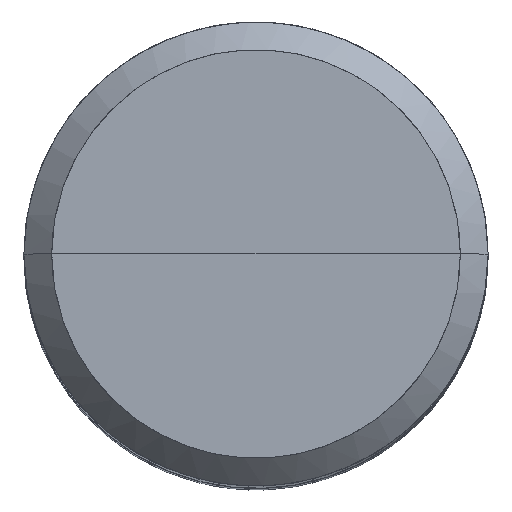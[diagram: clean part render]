
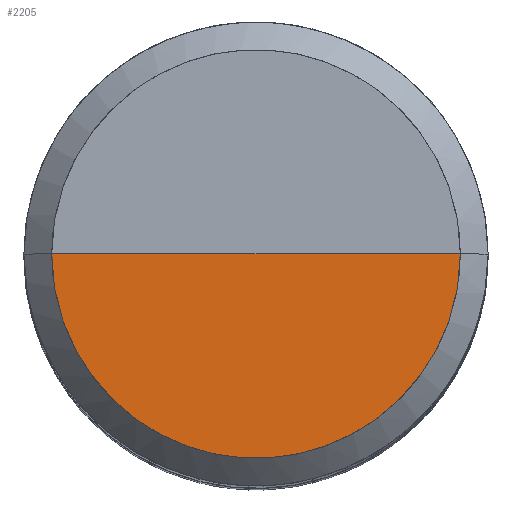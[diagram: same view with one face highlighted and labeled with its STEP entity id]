
A CAD part, top view. The second image highlights one B-rep face of the part: STEP entity #2205.
In plain terms, the highlighted free-form (B-spline) face has degree [1, 2] with [2, 5] control points.
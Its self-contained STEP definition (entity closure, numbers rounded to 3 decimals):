
#1724=CARTESIAN_POINT('',(11.0,0.0,55.0));
#1728=CARTESIAN_POINT('',(-11.0,0.0,55.0));
#1729=CARTESIAN_POINT('',(0.0,0.0,55.0));
#1745=CARTESIAN_POINT('',(-11.0,-11.0,55.0));
#1746=CARTESIAN_POINT('',(0.0,-11.0,55.0));
#1747=CARTESIAN_POINT('',(11.0,-11.0,55.0));
#2190=(
BOUNDED_SURFACE()
B_SPLINE_SURFACE(1,2,(
(#1728,#1745,#1746,#1747,#1724),
(#1729,#1729,#1729,#1729,#1729)
), .UNSPECIFIED.,.F.,.F.,.F.)
B_SPLINE_SURFACE_WITH_KNOTS((2,2),(3,2,3),(
0.0,1.0),(
0.0,0.5,1.0), .UNSPECIFIED.)
GEOMETRIC_REPRESENTATION_ITEM()
RATIONAL_B_SPLINE_SURFACE(((1.0,0.707,1.0,0.707,1.0),
(1.0,0.707,1.0,0.707,1.0)
))
REPRESENTATION_ITEM('')
SURFACE()
);
#2191=(
BOUNDED_CURVE()
B_SPLINE_CURVE(2,(#1724,#1747,#1746,#1745,#1728),.UNSPECIFIED.,.F.,.F.)
B_SPLINE_CURVE_WITH_KNOTS((3,2,3),
(0.0,0.5,1.0),.UNSPECIFIED.)
CURVE()
GEOMETRIC_REPRESENTATION_ITEM()
RATIONAL_B_SPLINE_CURVE((1.0,0.707,1.0,0.707,1.0))
REPRESENTATION_ITEM('')
);
#2192=(
BOUNDED_CURVE()
B_SPLINE_CURVE(1,(#1728,#1729),.UNSPECIFIED.,.F.,.F.)
B_SPLINE_CURVE_WITH_KNOTS((2,2),
(0.0,1.0),.UNSPECIFIED.)
CURVE()
GEOMETRIC_REPRESENTATION_ITEM()
RATIONAL_B_SPLINE_CURVE((1.0,1.0))
REPRESENTATION_ITEM('')
);
#2193=(
BOUNDED_CURVE()
B_SPLINE_CURVE(1,(#1729,#1724),.UNSPECIFIED.,.F.,.F.)
B_SPLINE_CURVE_WITH_KNOTS((2,2),
(0.0,1.0),.UNSPECIFIED.)
CURVE()
GEOMETRIC_REPRESENTATION_ITEM()
RATIONAL_B_SPLINE_CURVE((1.0,1.0))
REPRESENTATION_ITEM('')
);
#2194=VERTEX_POINT('',#1724);
#2195=VERTEX_POINT('',#1728);
#2196=VERTEX_POINT('',#1729);
#2197=EDGE_CURVE('',#2194,#2195,#2191,.T.);
#2198=EDGE_CURVE('',#2195,#2196,#2192,.T.);
#2199=EDGE_CURVE('',#2196,#2194,#2193,.T.);
#2200=ORIENTED_EDGE('',*,*,#2197,.T.);
#2201=ORIENTED_EDGE('',*,*,#2198,.T.);
#2202=ORIENTED_EDGE('',*,*,#2199,.T.);
#2203=EDGE_LOOP('',(#2200,#2201,#2202));
#2204=FACE_OUTER_BOUND('',#2203,.T.);
#2205=ADVANCED_FACE('',(#2204),#2190,.T.);
